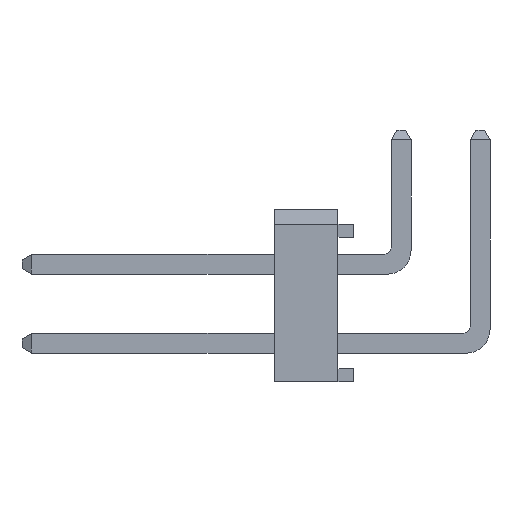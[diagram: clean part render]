
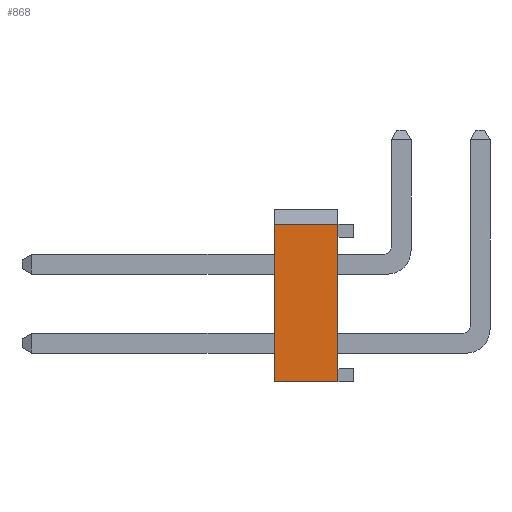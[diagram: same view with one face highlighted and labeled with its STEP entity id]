
A CAD part, left-side view. The second image highlights one B-rep face of the part: STEP entity #868.
In plain terms, the highlighted planar face has unit normal (-1, 0, 0).
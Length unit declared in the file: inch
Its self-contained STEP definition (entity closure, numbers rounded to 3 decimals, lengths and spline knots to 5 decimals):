
#868 = ADVANCED_FACE( '', ( #1875 ), #1876, .F. );
#1875 = FACE_OUTER_BOUND( '', #3037, .T. );
#1876 = PLANE( '', #3038 );
#3037 = EDGE_LOOP( '', ( #5466, #5467, #5468, #5469 ) );
#3038 = AXIS2_PLACEMENT_3D( '', #5470, #5471, #5472 );
#5466 = ORIENTED_EDGE( '', *, *, #7946, .F. );
#5467 = ORIENTED_EDGE( '', *, *, #7807, .F. );
#5468 = ORIENTED_EDGE( '', *, *, #7947, .F. );
#5469 = ORIENTED_EDGE( '', *, *, #7623, .T. );
#5470 = CARTESIAN_POINT( '', ( -0.2, 0.1, -0.1 ) );
#5471 = DIRECTION( '', ( 1., 0., 0. ) );
#5472 = DIRECTION( '', ( 0., 0., -1. ) );
#7623 = EDGE_CURVE( '', #9397, #9395, #9398, .T. );
#7807 = EDGE_CURVE( '', #9656, #9658, #9659, .T. );
#7946 = EDGE_CURVE( '', #9658, #9395, #9841, .T. );
#7947 = EDGE_CURVE( '', #9397, #9656, #9842, .T. );
#9395 = VERTEX_POINT( '', #11867 );
#9397 = VERTEX_POINT( '', #11870 );
#9398 = LINE( '', #11871, #11872 );
#9656 = VERTEX_POINT( '', #12261 );
#9658 = VERTEX_POINT( '', #12264 );
#9659 = LINE( '', #12265, #12266 );
#9841 = LINE( '', #12538, #12539 );
#9842 = LINE( '', #12540, #12541 );
#11867 = CARTESIAN_POINT( '', ( -0.2, 0.02, -0.1 ) );
#11870 = CARTESIAN_POINT( '', ( -0.2, 0.1, -0.1 ) );
#11871 = CARTESIAN_POINT( '', ( -0.2, 0.1, -0.1 ) );
#11872 = VECTOR( '', #13716, 39.37008 );
#12261 = CARTESIAN_POINT( '', ( -0.2, 0.1, 0.1 ) );
#12264 = CARTESIAN_POINT( '', ( -0.2, 0.02, 0.1 ) );
#12265 = CARTESIAN_POINT( '', ( -0.2, 0.1, 0.1 ) );
#12266 = VECTOR( '', #13870, 39.37008 );
#12538 = CARTESIAN_POINT( '', ( -0.2, 0.02, -0.1 ) );
#12539 = VECTOR( '', #13976, 39.37008 );
#12540 = CARTESIAN_POINT( '', ( -0.2, 0.1, -0.1 ) );
#12541 = VECTOR( '', #13977, 39.37008 );
#13716 = DIRECTION( '', ( 0., -1., 0. ) );
#13870 = DIRECTION( '', ( 0., -1., 0. ) );
#13976 = DIRECTION( '', ( 0., 0., -1. ) );
#13977 = DIRECTION( '', ( 0., 0., 1. ) );
